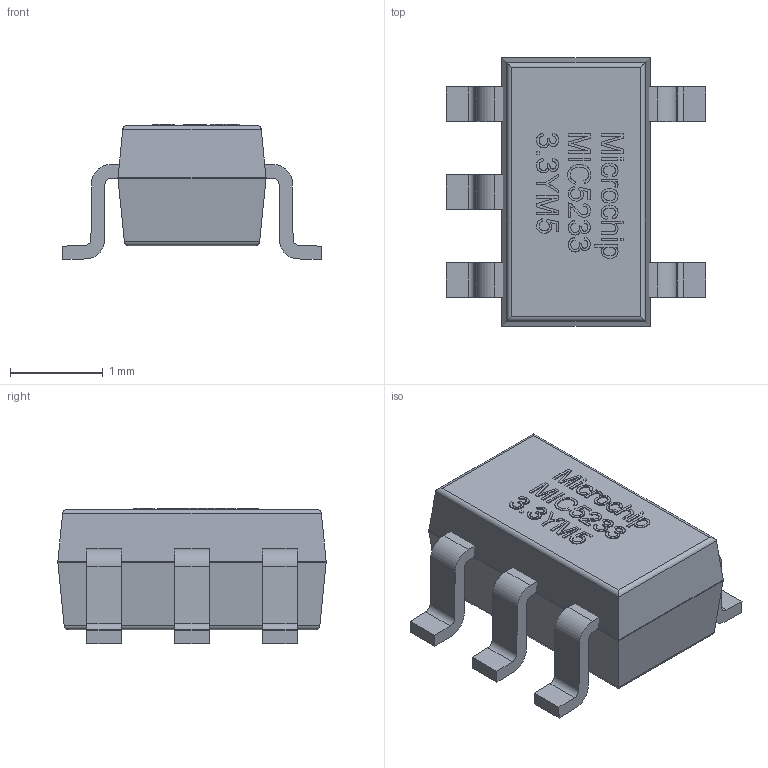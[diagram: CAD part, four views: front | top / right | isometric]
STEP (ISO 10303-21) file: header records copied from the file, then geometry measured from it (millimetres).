
FILE_DESCRIPTION(('FreeCAD Model'),'2;1');
FILE_NAME('Microchip_MIC5233-3.3YM5-TR.step', '2019-04-05T01:32:27',('Author'),(''), 'Open CASCADE STEP processor 7.2','FreeCAD','Unknown');
FILE_SCHEMA(('AUTOMOTIVE_DESIGN { 1 0 10303 214 1 1 1 1 }'));
Length unit declared in the file: millimetre
Products named in the file (3): mark; pins; base
Bounding box: 2.8 x 2.9 x 1.46 mm (x, y, z)
Volume: 6 mm3; surface area: 27.8 mm2
Topology: 30 solids, 30 shells, 536 faces, 1412 edges, 936 vertices
Faces by surface type: extrusion 269, plane 239, cylinder 28
Entity records: 35468 total; most frequent: CARTESIAN_POINT 8683, DIRECTION 3931, VECTOR 3277, LINE 3008, ORIENTED_EDGE 2824, PCURVE 2824, DEFINITIONAL_REPRESENTATION 2824, EDGE_CURVE 1412
